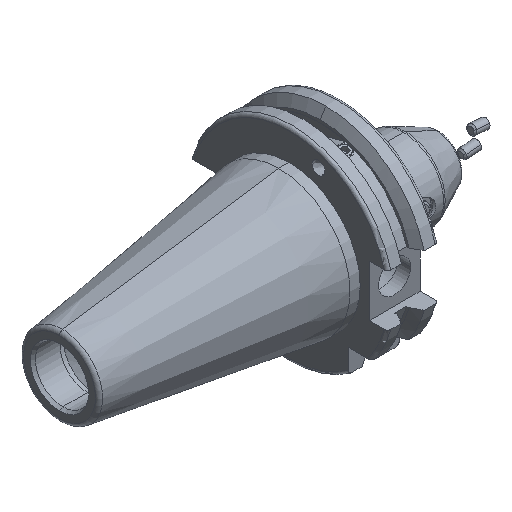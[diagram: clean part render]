
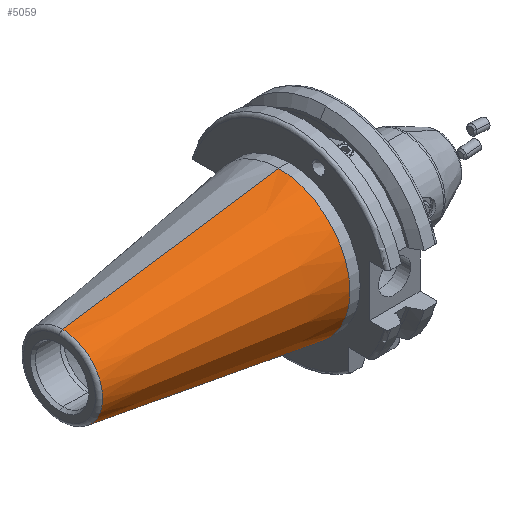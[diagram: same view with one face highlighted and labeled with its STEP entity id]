
A CAD part, isometric view. The second image highlights one B-rep face of the part: STEP entity #5059.
In plain terms, the highlighted conical face has half-angle 8.297 degrees and reference radius 22.225 mm.
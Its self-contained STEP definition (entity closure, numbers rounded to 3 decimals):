
#1920 = DIRECTION ( 'NONE',  ( 0., 0., 1. ) ) ;
#1983 = CARTESIAN_POINT ( 'NONE',  ( -67.373, 0., -12.4 ) ) ;
#1988 = DIRECTION ( 'NONE',  ( -1., 0., 0. ) ) ;
#1989 = CARTESIAN_POINT ( 'NONE',  ( 0., 0., 0. ) ) ;
#1990 = AXIS2_PLACEMENT_3D ( 'NONE', #1989, #1988, #2002 ) ;
#1991 = CIRCLE ( 'NONE', #1990, 22.225 ) ;
#1994 = CARTESIAN_POINT ( 'NONE',  ( -67.373, 0., 0. ) ) ;
#2002 = DIRECTION ( 'NONE',  ( 0., 0., -1. ) ) ;
#2003 = DIRECTION ( 'NONE',  ( 0., 0., -1. ) ) ;
#2004 = DIRECTION ( 'NONE',  ( -1., 0., 0. ) ) ;
#2005 = AXIS2_PLACEMENT_3D ( 'NONE', #1994, #2004, #2003 ) ;
#2006 = CIRCLE ( 'NONE', #2005, 12.4 ) ;
#2015 = CARTESIAN_POINT ( 'NONE',  ( 0., 0., -22.225 ) ) ;
#2016 = DIRECTION ( 'NONE',  ( 0.99, 0., 0.144 ) ) ;
#2017 = VECTOR ( 'NONE', #2037, 1000. ) ;
#2018 = CARTESIAN_POINT ( 'NONE',  ( 0., 0., -22.225 ) ) ;
#2020 = FACE_OUTER_BOUND ( 'NONE', #5041, .T. ) ;
#2025 = VECTOR ( 'NONE', #2016, 1000. ) ;
#2026 = LINE ( 'NONE', #2018, #2017 ) ;
#2028 = DIRECTION ( 'NONE',  ( 1., 0., 0. ) ) ;
#2029 = CARTESIAN_POINT ( 'NONE',  ( 0., 0., 0. ) ) ;
#2030 = AXIS2_PLACEMENT_3D ( 'NONE', #2029, #2028, #1920 ) ;
#2031 = CONICAL_SURFACE ( 'NONE', #2030, 22.225, 0.145 ) ;
#2036 = CARTESIAN_POINT ( 'NONE',  ( 0., 0., 22.225 ) ) ;
#2037 = DIRECTION ( 'NONE',  ( 0.99, 0., -0.144 ) ) ;
#2041 = CARTESIAN_POINT ( 'NONE',  ( -67.373, 0., 12.4 ) ) ;
#2044 = LINE ( 'NONE', #2036, #2025 ) ;
#2083 = CARTESIAN_POINT ( 'NONE',  ( 0., 0., 22.225 ) ) ;
#4793 = EDGE_CURVE ( 'NONE', #4803, #5062, #1991, .T. ) ;
#4803 = VERTEX_POINT ( 'NONE', #2015 ) ;
#5041 = EDGE_LOOP ( 'NONE', ( #5043, #5047, #5093, #5055 ) ) ;
#5042 = VERTEX_POINT ( 'NONE', #1983 ) ;
#5043 = ORIENTED_EDGE ( 'NONE', *, *, #5044, .F. ) ;
#5044 = EDGE_CURVE ( 'NONE', #5042, #5045, #2006, .T. ) ;
#5045 = VERTEX_POINT ( 'NONE', #2041 ) ;
#5047 = ORIENTED_EDGE ( 'NONE', *, *, #5048, .T. ) ;
#5048 = EDGE_CURVE ( 'NONE', #5042, #4803, #2026, .T. ) ;
#5055 = ORIENTED_EDGE ( 'NONE', *, *, #5056, .F. ) ;
#5056 = EDGE_CURVE ( 'NONE', #5045, #5062, #2044, .T. ) ;
#5059 = ADVANCED_FACE ( 'NONE', ( #2020 ), #2031, .T. ) ;
#5062 = VERTEX_POINT ( 'NONE', #2083 ) ;
#5093 = ORIENTED_EDGE ( 'NONE', *, *, #4793, .T. ) ;
